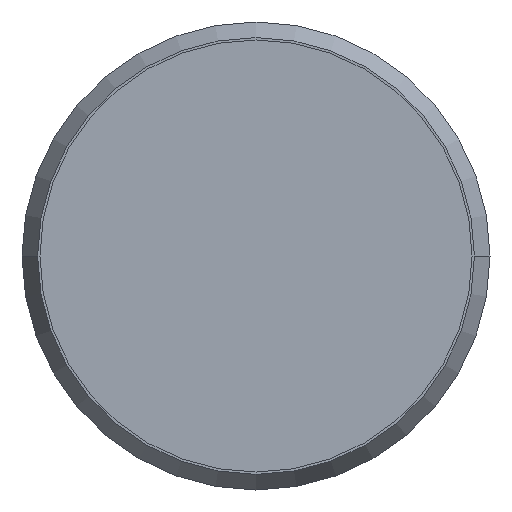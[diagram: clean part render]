
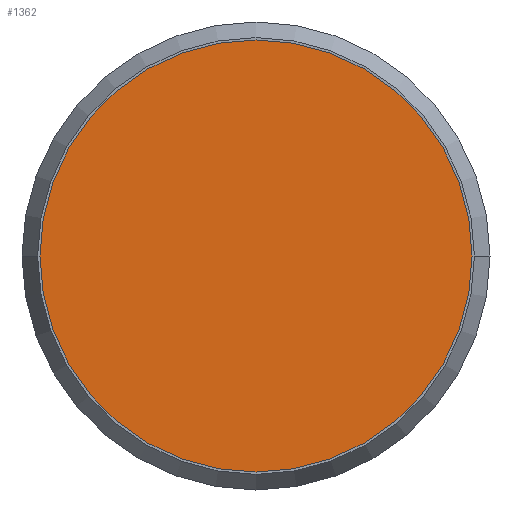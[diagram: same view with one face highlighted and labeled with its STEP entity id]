
A CAD part, front view. The second image highlights one B-rep face of the part: STEP entity #1362.
In plain terms, the highlighted planar face has unit normal (0, -1, 0).
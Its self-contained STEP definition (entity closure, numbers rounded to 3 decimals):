
#132=CARTESIAN_POINT('',(0.,-40.,0.));
#133=DIRECTION('',(0.,-1.,0.));
#134=DIRECTION('',(-1.,0.,0.));
#135=AXIS2_PLACEMENT_3D('',#132,#133,#134);
#137=CARTESIAN_POINT('',(0.,-40.,0.));
#138=DIRECTION('',(0.,-1.,0.));
#139=DIRECTION('',(1.,0.,0.));
#140=AXIS2_PLACEMENT_3D('',#137,#138,#139);
#974=CARTESIAN_POINT('',(-13.85,-40.,0.));
#975=CARTESIAN_POINT('',(13.85,-40.,0.));
#976=VERTEX_POINT('',#974);
#977=VERTEX_POINT('',#975);
#1353=CARTESIAN_POINT('',(0.,-40.,0.));
#1354=DIRECTION('',(0.,-1.,0.));
#1355=DIRECTION('',(-1.,0.,0.));
#1356=AXIS2_PLACEMENT_3D('',#1353,#1354,#1355);
#1357=PLANE('',#1356);
#1358=ORIENTED_EDGE('',*,*,#1319,.F.);
#1359=ORIENTED_EDGE('',*,*,#1340,.F.);
#1360=EDGE_LOOP('',(#1358,#1359));
#1361=FACE_OUTER_BOUND('',#1360,.F.);
#1362=ADVANCED_FACE('',(#1361),#1357,.T.);
#136=CIRCLE('',#135,13.85);
#141=CIRCLE('',#140,13.85);
#1319=EDGE_CURVE('',#976,#977,#136,.T.);
#1340=EDGE_CURVE('',#977,#976,#141,.T.);
